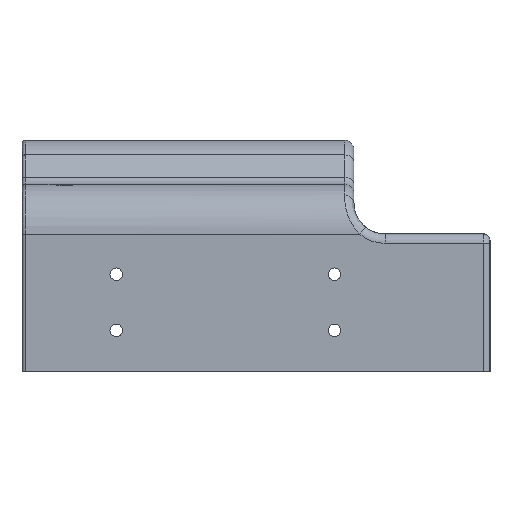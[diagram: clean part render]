
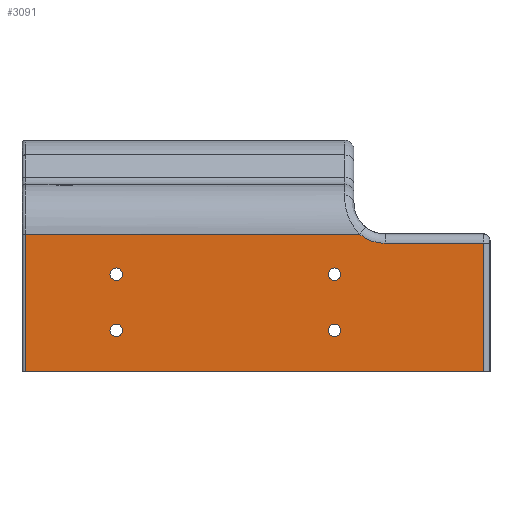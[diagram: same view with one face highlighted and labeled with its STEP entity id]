
A CAD part, left-side view. The second image highlights one B-rep face of the part: STEP entity #3091.
In plain terms, the highlighted planar face has unit normal (-1, 0, 0).
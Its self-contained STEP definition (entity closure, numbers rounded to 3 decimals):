
#120=FACE_BOUND('',#427,.T.);
#121=FACE_BOUND('',#428,.T.);
#122=FACE_BOUND('',#429,.T.);
#123=FACE_BOUND('',#430,.T.);
#154=PLANE('',#3312);
#227=FACE_OUTER_BOUND('',#426,.T.);
#426=EDGE_LOOP('',(#2089,#2090,#2091,#2092,#2093,#2094));
#427=EDGE_LOOP('',(#2095));
#428=EDGE_LOOP('',(#2096));
#429=EDGE_LOOP('',(#2097));
#430=EDGE_LOOP('',(#2098));
#655=LINE('',#4658,#893);
#660=LINE('',#4691,#898);
#661=LINE('',#4695,#899);
#662=LINE('',#4697,#900);
#663=LINE('',#4698,#901);
#893=VECTOR('',#3678,10.);
#898=VECTOR('',#3705,10.);
#899=VECTOR('',#3708,10.);
#900=VECTOR('',#3709,10.);
#901=VECTOR('',#3710,10.);
#1139=CIRCLE('',#3313,13.);
#1140=CIRCLE('',#3314,2.);
#1141=CIRCLE('',#3315,2.);
#1142=CIRCLE('',#3316,2.);
#1143=CIRCLE('',#3317,2.);
#1321=VERTEX_POINT('',#4651);
#1324=VERTEX_POINT('',#4656);
#1332=VERTEX_POINT('',#4690);
#1333=VERTEX_POINT('',#4692);
#1334=VERTEX_POINT('',#4694);
#1335=VERTEX_POINT('',#4696);
#1336=VERTEX_POINT('',#4699);
#1337=VERTEX_POINT('',#4701);
#1338=VERTEX_POINT('',#4703);
#1339=VERTEX_POINT('',#4705);
#1600=EDGE_CURVE('',#1324,#1321,#655,.T.);
#1612=EDGE_CURVE('',#1332,#1324,#660,.T.);
#1613=EDGE_CURVE('',#1333,#1332,#1139,.T.);
#1614=EDGE_CURVE('',#1333,#1334,#661,.T.);
#1615=EDGE_CURVE('',#1335,#1334,#662,.T.);
#1616=EDGE_CURVE('',#1335,#1321,#663,.T.);
#1617=EDGE_CURVE('',#1336,#1336,#1140,.T.);
#1618=EDGE_CURVE('',#1337,#1337,#1141,.T.);
#1619=EDGE_CURVE('',#1338,#1338,#1142,.T.);
#1620=EDGE_CURVE('',#1339,#1339,#1143,.T.);
#2089=ORIENTED_EDGE('',*,*,#1600,.F.);
#2090=ORIENTED_EDGE('',*,*,#1612,.F.);
#2091=ORIENTED_EDGE('',*,*,#1613,.F.);
#2092=ORIENTED_EDGE('',*,*,#1614,.T.);
#2093=ORIENTED_EDGE('',*,*,#1615,.F.);
#2094=ORIENTED_EDGE('',*,*,#1616,.T.);
#2095=ORIENTED_EDGE('',*,*,#1617,.T.);
#2096=ORIENTED_EDGE('',*,*,#1618,.T.);
#2097=ORIENTED_EDGE('',*,*,#1619,.T.);
#2098=ORIENTED_EDGE('',*,*,#1620,.T.);
#3091=ADVANCED_FACE('',(#227,#120,#121,#122,#123),#154,.T.);
#3312=AXIS2_PLACEMENT_3D('',#4689,#3703,#3704);
#3313=AXIS2_PLACEMENT_3D('',#4693,#3706,#3707);
#3314=AXIS2_PLACEMENT_3D('',#4700,#3711,#3712);
#3315=AXIS2_PLACEMENT_3D('',#4702,#3713,#3714);
#3316=AXIS2_PLACEMENT_3D('',#4704,#3715,#3716);
#3317=AXIS2_PLACEMENT_3D('',#4706,#3717,#3718);
#3678=DIRECTION('',(0.,0.,-1.));
#3703=DIRECTION('center_axis',(-1.,0.,0.));
#3704=DIRECTION('ref_axis',(0.,0.,1.));
#3705=DIRECTION('',(0.,-1.,0.));
#3706=DIRECTION('center_axis',(-1.,0.,0.));
#3707=DIRECTION('ref_axis',(0.,0.,-1.));
#3708=DIRECTION('',(0.,1.,0.));
#3709=DIRECTION('',(0.,0.,1.));
#3710=DIRECTION('',(0.,-1.,0.));
#3711=DIRECTION('center_axis',(1.,0.,0.));
#3712=DIRECTION('ref_axis',(0.,1.,0.));
#3713=DIRECTION('center_axis',(1.,0.,0.));
#3714=DIRECTION('ref_axis',(0.,1.,0.));
#3715=DIRECTION('center_axis',(1.,0.,0.));
#3716=DIRECTION('ref_axis',(0.,1.,0.));
#3717=DIRECTION('center_axis',(1.,0.,0.));
#3718=DIRECTION('ref_axis',(0.,1.,0.));
#4651=CARTESIAN_POINT('',(-146.142,-98.,13.758));
#4656=CARTESIAN_POINT('',(-146.142,-98.,54.9));
#4658=CARTESIAN_POINT('',(-146.142,-98.,29.282));
#4689=CARTESIAN_POINT('Origin',(-146.142,-25.,44.806));
#4690=CARTESIAN_POINT('',(-146.142,-66.4,54.9));
#4691=CARTESIAN_POINT('',(-146.142,-55.661,54.9));
#4692=CARTESIAN_POINT('',(-146.142,-58.268,57.758));
#4693=CARTESIAN_POINT('Origin',(-146.142,-66.4,67.9));
#4694=CARTESIAN_POINT('',(-146.142,49.,57.758));
#4695=CARTESIAN_POINT('',(-146.142,-25.,57.758));
#4696=CARTESIAN_POINT('',(-146.142,49.,13.758));
#4697=CARTESIAN_POINT('',(-146.142,49.,60.33));
#4698=CARTESIAN_POINT('',(-146.142,-100.,13.758));
#4699=CARTESIAN_POINT('',(-146.142,-52.182,45.003));
#4700=CARTESIAN_POINT('Origin',(-146.142,-50.182,45.003));
#4701=CARTESIAN_POINT('',(-146.142,17.818,45.003));
#4702=CARTESIAN_POINT('Origin',(-146.142,19.818,45.003));
#4703=CARTESIAN_POINT('',(-146.142,-52.182,27.003));
#4704=CARTESIAN_POINT('Origin',(-146.142,-50.182,27.003));
#4705=CARTESIAN_POINT('',(-146.142,17.818,27.003));
#4706=CARTESIAN_POINT('Origin',(-146.142,19.818,27.003));
